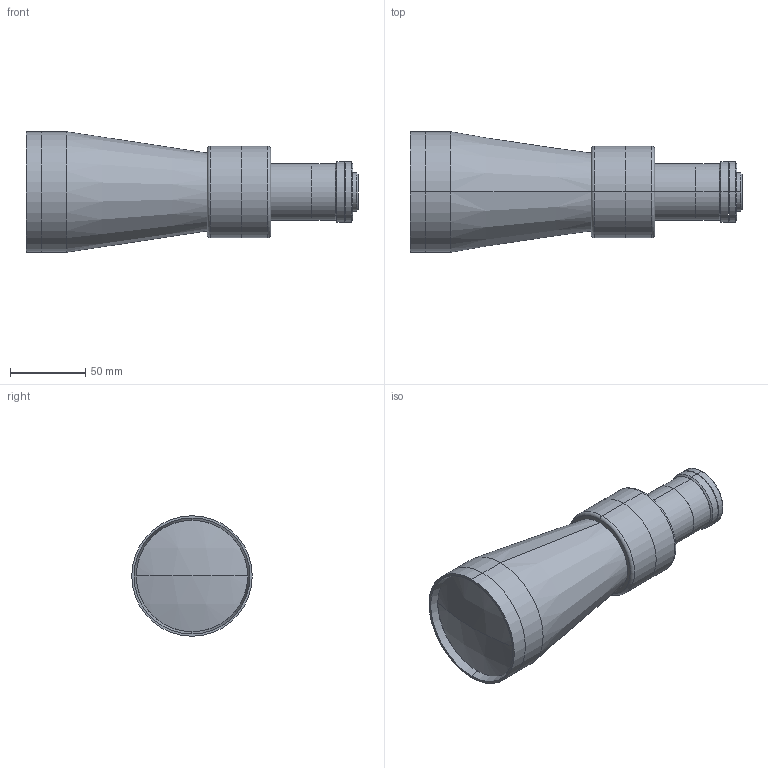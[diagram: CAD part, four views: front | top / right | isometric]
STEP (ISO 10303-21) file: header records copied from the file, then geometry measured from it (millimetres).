
FILE_DESCRIPTION (( 'STEP AP214' ), '1' );
FILE_NAME ('TC UV 2356.STEP', '2013-04-04T17:11:49', ( 'Work' ), ( '' ), 'SwSTEP 2.0', 'SolidWorks 2012', '' );
FILE_SCHEMA (( 'AUTOMOTIVE_DESIGN' ));
Length unit declared in the file: millimetre
Products named in the file (1): TC UV 2356
Bounding box: 220.41 x 80 x 80 mm (x, y, z)
Surface area: 59990.4 mm2 (no closed solid volume)
Topology: 0 solids, 9 shells, 60 faces, 160 edges, 117 vertices
Faces by surface type: cylinder 26, plane 16, cone 12, torus 4, sphere 2
Entity records: 2653 total; most frequent: DIRECTION 404, CARTESIAN_POINT 338, ORIENTED_EDGE 262, AXIS2_PLACEMENT_3D 183, EDGE_CURVE 160, CIRCLE 122, VERTEX_POINT 117, EDGE_LOOP 88
